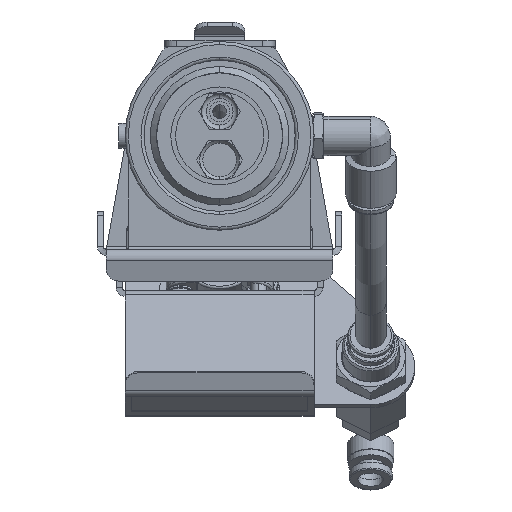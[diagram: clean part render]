
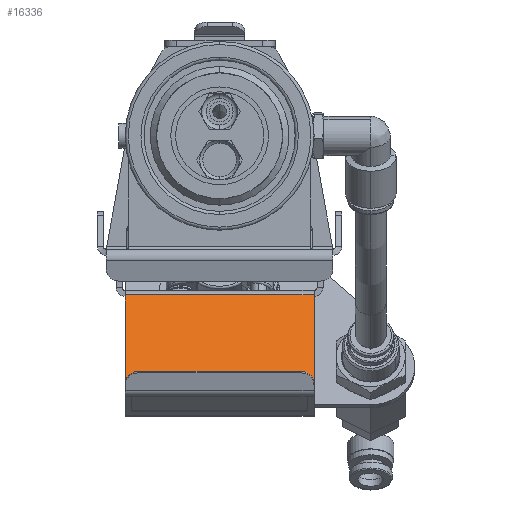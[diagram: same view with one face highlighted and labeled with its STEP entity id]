
A CAD part, front view. The second image highlights one B-rep face of the part: STEP entity #16336.
In plain terms, the highlighted planar face has unit normal (0, -0.866, 0.5).
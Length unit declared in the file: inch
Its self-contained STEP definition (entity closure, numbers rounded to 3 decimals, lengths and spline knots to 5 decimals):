
#468 = EDGE_CURVE ( 'NONE', #29240, #31375, #1914, .T. ) ;
#589 = CARTESIAN_POINT ( 'NONE',  ( 0.9375, 0.37997, -1.39233 ) ) ;
#1128 = VERTEX_POINT ( 'NONE', #14141 ) ;
#1661 = CARTESIAN_POINT ( 'NONE',  ( 0.9375, 0.37997, -1.39233 ) ) ;
#1914 = LINE ( 'NONE', #2628, #35762 ) ;
#2373 = EDGE_CURVE ( 'NONE', #10940, #31375, #17678, .T. ) ;
#2589 = DIRECTION ( 'NONE',  ( 0., 0.5, 0.866 ) ) ;
#2628 = CARTESIAN_POINT ( 'NONE',  ( -0.9375, 0.92131, -0.4547 ) ) ;
#3090 = EDGE_CURVE ( 'NONE', #1128, #10940, #26799, .T. ) ;
#3619 = PLANE ( 'NONE',  #7010 ) ;
#5130 = CARTESIAN_POINT ( 'NONE',  ( -0.9375, 0.37997, -1.39233 ) ) ;
#5334 = DIRECTION ( 'NONE',  ( 0., 0.866, -0.5 ) ) ;
#5492 = DIRECTION ( 'NONE',  ( -1., 0., 0. ) ) ;
#7010 = AXIS2_PLACEMENT_3D ( 'NONE', #5130, #5334, #5492 ) ;
#8027 = CARTESIAN_POINT ( 'NONE',  ( -0.9375, 0.92131, -0.4547 ) ) ;
#9253 = CARTESIAN_POINT ( 'NONE',  ( -0.9375, 0.37997, -1.39233 ) ) ;
#9608 = CARTESIAN_POINT ( 'NONE',  ( 0.9375, 0.92131, -0.4547 ) ) ;
#10502 = EDGE_LOOP ( 'NONE', ( #31590, #23495, #36482, #12288 ) ) ;
#10940 = VERTEX_POINT ( 'NONE', #1661 ) ;
#11519 = FACE_OUTER_BOUND ( 'NONE', #10502, .T. ) ;
#11729 = DIRECTION ( 'NONE',  ( 0., 0.5, 0.866 ) ) ;
#12288 = ORIENTED_EDGE ( 'NONE', *, *, #3090, .T. ) ;
#14141 = CARTESIAN_POINT ( 'NONE',  ( -0.9375, 0.37997, -1.39233 ) ) ;
#16336 = ADVANCED_FACE ( 'NONE', ( #11519 ), #3619, .F. ) ;
#17678 = LINE ( 'NONE', #589, #18036 ) ;
#18036 = VECTOR ( 'NONE', #2589, 39.37008 ) ;
#18759 = EDGE_CURVE ( 'NONE', #1128, #29240, #25437, .T. ) ;
#19055 = DIRECTION ( 'NONE',  ( 1., 0., 0. ) ) ;
#21522 = DIRECTION ( 'NONE',  ( 1., 0., 0. ) ) ;
#23495 = ORIENTED_EDGE ( 'NONE', *, *, #468, .F. ) ;
#25401 = VECTOR ( 'NONE', #11729, 39.37008 ) ;
#25437 = LINE ( 'NONE', #9253, #25401 ) ;
#26799 = LINE ( 'NONE', #29633, #26837 ) ;
#26837 = VECTOR ( 'NONE', #19055, 39.37008 ) ;
#29240 = VERTEX_POINT ( 'NONE', #8027 ) ;
#29633 = CARTESIAN_POINT ( 'NONE',  ( -0.9375, 0.37997, -1.39233 ) ) ;
#31375 = VERTEX_POINT ( 'NONE', #9608 ) ;
#31590 = ORIENTED_EDGE ( 'NONE', *, *, #2373, .T. ) ;
#35762 = VECTOR ( 'NONE', #21522, 39.37008 ) ;
#36482 = ORIENTED_EDGE ( 'NONE', *, *, #18759, .F. ) ;
